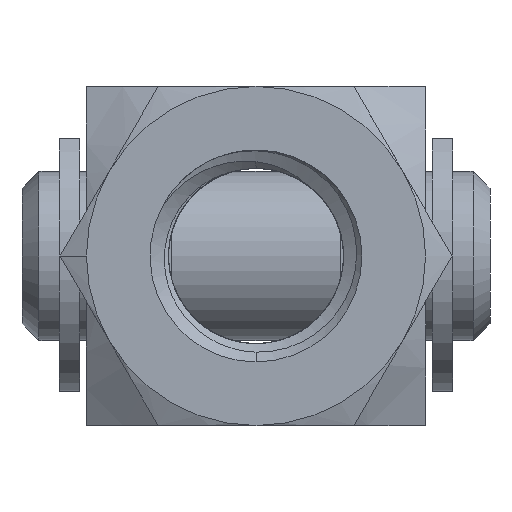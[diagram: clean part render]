
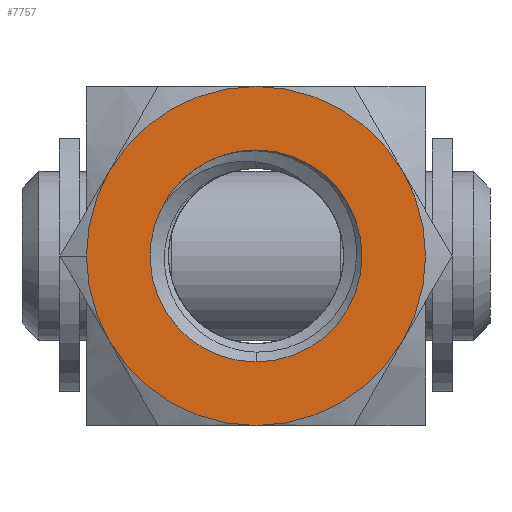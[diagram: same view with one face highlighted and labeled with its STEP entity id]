
A CAD part, front view. The second image highlights one B-rep face of the part: STEP entity #7757.
In plain terms, the highlighted planar face has unit normal (0, -1, 0).
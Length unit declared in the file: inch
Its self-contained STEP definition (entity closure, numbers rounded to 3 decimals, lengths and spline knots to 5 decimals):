
#41 = FACE_BOUND ( 'NONE', #4851, .T. ) ;
#52 = VERTEX_POINT ( 'NONE', #4466 ) ;
#141 = DIRECTION ( 'NONE',  ( 0., -1., 0. ) ) ;
#182 = CIRCLE ( 'NONE', #10283, 0.25 ) ;
#234 = VERTEX_POINT ( 'NONE', #6991 ) ;
#376 = CARTESIAN_POINT ( 'NONE',  ( 0., -0.24, 0.15625 ) ) ;
#487 = EDGE_CURVE ( 'NONE', #3298, #234, #7546, .T. ) ;
#727 = DIRECTION ( 'NONE',  ( 0., -1., 0. ) ) ;
#1107 = EDGE_CURVE ( 'NONE', #4541, #9581, #4314, .T. ) ;
#1177 = CARTESIAN_POINT ( 'NONE',  ( 0., -0.24, -0.25 ) ) ;
#1195 = CIRCLE ( 'NONE', #5996, 0.15625 ) ;
#1313 = CIRCLE ( 'NONE', #6614, 0.25 ) ;
#1663 = ORIENTED_EDGE ( 'NONE', *, *, #7169, .T. ) ;
#1913 = CARTESIAN_POINT ( 'NONE',  ( 0., -0.24, 0. ) ) ;
#1955 = CARTESIAN_POINT ( 'NONE',  ( -0.13936, -0.24, 0.07067 ) ) ;
#2056 = CARTESIAN_POINT ( 'NONE',  ( 0., -0.24, 0. ) ) ;
#2208 = DIRECTION ( 'NONE',  ( 0., 0., -1. ) ) ;
#2217 = AXIS2_PLACEMENT_3D ( 'NONE', #4984, #9018, #5752 ) ;
#2283 = VERTEX_POINT ( 'NONE', #5805 ) ;
#2400 = CARTESIAN_POINT ( 'NONE',  ( 0., -0.24, 0. ) ) ;
#2526 = CARTESIAN_POINT ( 'NONE',  ( -0.25, -0.24, 0. ) ) ;
#2586 = CIRCLE ( 'NONE', #8853, 0.25 ) ;
#2712 = ORIENTED_EDGE ( 'NONE', *, *, #6083, .T. ) ;
#2817 = DIRECTION ( 'NONE',  ( 0., -1., 0. ) ) ;
#2854 = CARTESIAN_POINT ( 'NONE',  ( -0.04857, -0.24, 0.14851 ) ) ;
#3298 = VERTEX_POINT ( 'NONE', #6548 ) ;
#3356 = DIRECTION ( 'NONE',  ( 0., 0., -1. ) ) ;
#3527 = ORIENTED_EDGE ( 'NONE', *, *, #4691, .T. ) ;
#3587 = CARTESIAN_POINT ( 'NONE',  ( 0., -0.24, 0. ) ) ;
#3620 = DIRECTION ( 'NONE',  ( 0., -1., 0. ) ) ;
#3658 = ORIENTED_EDGE ( 'NONE', *, *, #6587, .F. ) ;
#3674 = CIRCLE ( 'NONE', #6015, 0.15625 ) ;
#3832 = CARTESIAN_POINT ( 'NONE',  ( 0., -0.24, 0. ) ) ;
#3884 = EDGE_CURVE ( 'NONE', #10158, #4541, #1195, .T. ) ;
#4095 = CARTESIAN_POINT ( 'NONE',  ( 0., -0.24, 0. ) ) ;
#4119 = CARTESIAN_POINT ( 'NONE',  ( 0., -0.24, 0. ) ) ;
#4314 = CIRCLE ( 'NONE', #7377, 0.15625 ) ;
#4412 = ORIENTED_EDGE ( 'NONE', *, *, #1107, .F. ) ;
#4424 = VERTEX_POINT ( 'NONE', #376 ) ;
#4466 = CARTESIAN_POINT ( 'NONE',  ( -0.21651, -0.24, -0.125 ) ) ;
#4541 = VERTEX_POINT ( 'NONE', #1955 ) ;
#4691 = EDGE_CURVE ( 'NONE', #2283, #5023, #1313, .T. ) ;
#4826 = CARTESIAN_POINT ( 'NONE',  ( 0., -0.24, 0. ) ) ;
#4851 = EDGE_LOOP ( 'NONE', ( #4876, #8076, #3658, #4412 ) ) ;
#4858 = DIRECTION ( 'NONE',  ( 0., 0., -1. ) ) ;
#4876 = ORIENTED_EDGE ( 'NONE', *, *, #3884, .F. ) ;
#4892 = DIRECTION ( 'NONE',  ( 0., -1., 0. ) ) ;
#4925 = AXIS2_PLACEMENT_3D ( 'NONE', #4095, #8117, #9695 ) ;
#4937 = CARTESIAN_POINT ( 'NONE',  ( 0., -0.24, 0. ) ) ;
#4984 = CARTESIAN_POINT ( 'NONE',  ( 0., -0.24, 0. ) ) ;
#5023 = VERTEX_POINT ( 'NONE', #2526 ) ;
#5345 = PLANE ( 'NONE',  #5797 ) ;
#5427 = VERTEX_POINT ( 'NONE', #6295 ) ;
#5443 = EDGE_CURVE ( 'NONE', #4424, #10158, #3674, .T. ) ;
#5598 = AXIS2_PLACEMENT_3D ( 'NONE', #1913, #5882, #9115 ) ;
#5737 = DIRECTION ( 'NONE',  ( 0., 0., -1. ) ) ;
#5752 = DIRECTION ( 'NONE',  ( 0., 0., -1. ) ) ;
#5797 = AXIS2_PLACEMENT_3D ( 'NONE', #9247, #10050, #2208 ) ;
#5805 = CARTESIAN_POINT ( 'NONE',  ( -0.21651, -0.24, 0.125 ) ) ;
#5854 = AXIS2_PLACEMENT_3D ( 'NONE', #9399, #7059, #9364 ) ;
#5882 = DIRECTION ( 'NONE',  ( 0., -1., 0. ) ) ;
#5996 = AXIS2_PLACEMENT_3D ( 'NONE', #4826, #7319, #4858 ) ;
#6015 = AXIS2_PLACEMENT_3D ( 'NONE', #4937, #4892, #5737 ) ;
#6083 = EDGE_CURVE ( 'NONE', #7191, #5427, #182, .T. ) ;
#6295 = CARTESIAN_POINT ( 'NONE',  ( 0.21651, -0.24, -0.125 ) ) ;
#6414 = ORIENTED_EDGE ( 'NONE', *, *, #8112, .T. ) ;
#6548 = CARTESIAN_POINT ( 'NONE',  ( 0.21651, -0.24, 0.125 ) ) ;
#6587 = EDGE_CURVE ( 'NONE', #9581, #4424, #7021, .T. ) ;
#6614 = AXIS2_PLACEMENT_3D ( 'NONE', #3832, #727, #8701 ) ;
#6769 = CIRCLE ( 'NONE', #4925, 0.25 ) ;
#6991 = CARTESIAN_POINT ( 'NONE',  ( 0., -0.24, 0.25 ) ) ;
#7009 = CIRCLE ( 'NONE', #5598, 0.25 ) ;
#7021 = CIRCLE ( 'NONE', #2217, 0.15625 ) ;
#7059 = DIRECTION ( 'NONE',  ( 0., 1., 0. ) ) ;
#7106 = CARTESIAN_POINT ( 'NONE',  ( 0., -0.24, -0.15625 ) ) ;
#7144 = EDGE_LOOP ( 'NONE', ( #7868, #2712, #6414, #7238, #7270, #3527, #1663 ) ) ;
#7169 = EDGE_CURVE ( 'NONE', #5023, #52, #7009, .T. ) ;
#7191 = VERTEX_POINT ( 'NONE', #1177 ) ;
#7238 = ORIENTED_EDGE ( 'NONE', *, *, #487, .T. ) ;
#7270 = ORIENTED_EDGE ( 'NONE', *, *, #10154, .F. ) ;
#7319 = DIRECTION ( 'NONE',  ( 0., -1., 0. ) ) ;
#7377 = AXIS2_PLACEMENT_3D ( 'NONE', #3587, #2817, #9987 ) ;
#7546 = CIRCLE ( 'NONE', #8593, 0.25 ) ;
#7753 = FACE_OUTER_BOUND ( 'NONE', #7144, .T. ) ;
#7757 = ADVANCED_FACE ( 'NONE', ( #41, #7753 ), #5345, .T. ) ;
#7814 = CIRCLE ( 'NONE', #5854, 0.25 ) ;
#7868 = ORIENTED_EDGE ( 'NONE', *, *, #9978, .T. ) ;
#8076 = ORIENTED_EDGE ( 'NONE', *, *, #5443, .F. ) ;
#8112 = EDGE_CURVE ( 'NONE', #5427, #3298, #6769, .T. ) ;
#8117 = DIRECTION ( 'NONE',  ( 0., -1., 0. ) ) ;
#8593 = AXIS2_PLACEMENT_3D ( 'NONE', #4119, #141, #3356 ) ;
#8701 = DIRECTION ( 'NONE',  ( 0., 0., -1. ) ) ;
#8772 = DIRECTION ( 'NONE',  ( 0., -1., 0. ) ) ;
#8853 = AXIS2_PLACEMENT_3D ( 'NONE', #2056, #3620, #10060 ) ;
#9018 = DIRECTION ( 'NONE',  ( 0., -1., 0. ) ) ;
#9115 = DIRECTION ( 'NONE',  ( 0., 0., -1. ) ) ;
#9247 = CARTESIAN_POINT ( 'NONE',  ( 0., -0.24, 0.5 ) ) ;
#9364 = DIRECTION ( 'NONE',  ( -1., 0., 0. ) ) ;
#9399 = CARTESIAN_POINT ( 'NONE',  ( 0., -0.24, 0. ) ) ;
#9581 = VERTEX_POINT ( 'NONE', #7106 ) ;
#9639 = DIRECTION ( 'NONE',  ( 0., 0., -1. ) ) ;
#9695 = DIRECTION ( 'NONE',  ( 0., 0., -1. ) ) ;
#9978 = EDGE_CURVE ( 'NONE', #52, #7191, #2586, .T. ) ;
#9987 = DIRECTION ( 'NONE',  ( 0., 0., -1. ) ) ;
#10050 = DIRECTION ( 'NONE',  ( 0., -1., 0. ) ) ;
#10060 = DIRECTION ( 'NONE',  ( 0., 0., -1. ) ) ;
#10154 = EDGE_CURVE ( 'NONE', #2283, #234, #7814, .T. ) ;
#10158 = VERTEX_POINT ( 'NONE', #2854 ) ;
#10283 = AXIS2_PLACEMENT_3D ( 'NONE', #2400, #8772, #9639 ) ;
